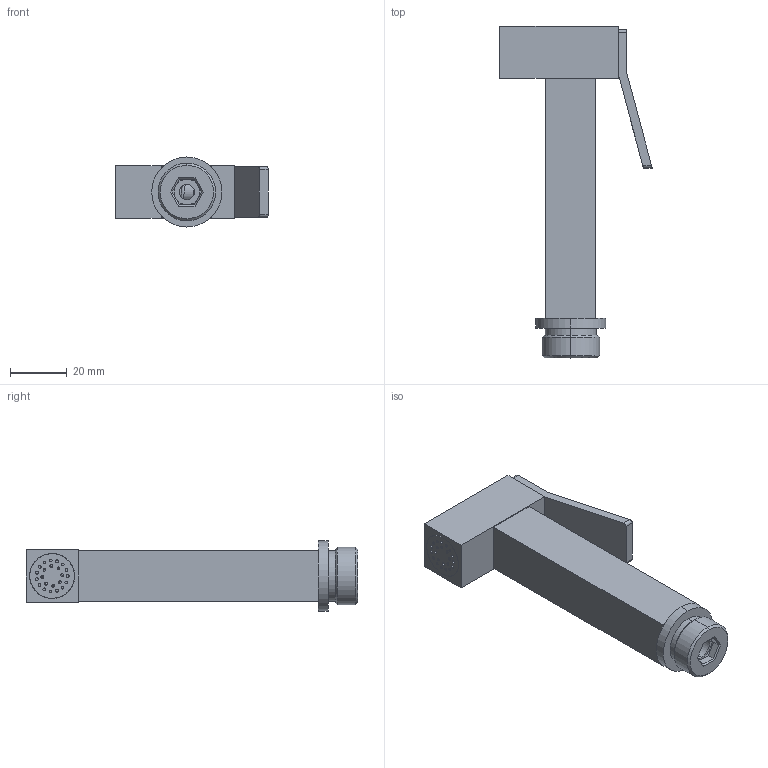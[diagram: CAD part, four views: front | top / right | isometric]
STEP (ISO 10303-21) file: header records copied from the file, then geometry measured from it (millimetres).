
FILE_DESCRIPTION (( 'STEP AP203' ), '1' );
FILE_NAME ('99-300151.STEP', '2025-07-03T10:08:19', ( '' ), ( '' ), 'SwSTEP 2.0', 'SolidWorks 2021', '' );
FILE_SCHEMA (( 'CONFIG_CONTROL_DESIGN' ));
Length unit declared in the file: millimetre
Products named in the file (13): 99-300151; FX0331_Predeterminado; Part2_Predeterminado; Part4_Predeterminado; VA0169_Predeterminado; Part5_Predeterminado; SE0167_Predeterminado; VA0168_Predeterminado; Part3_Predeterminado; SE0168_Predeterminado; part1_Predeterminado; SW0112_Predeterminado; Part6_Predeterminado
Assembly tree (12 placements, depth 2):
  99-300151
    part1_Predeterminado
    Part2_Predeterminado
    Part3_Predeterminado
    Part4_Predeterminado
    Part5_Predeterminado
    Part6_Predeterminado
    SE0167_Predeterminado
    VA0168_Predeterminado
    VA0169_Predeterminado
    FX0331_Predeterminado
    SW0112_Predeterminado
    SE0168_Predeterminado
Bounding box: 53.95 x 117.5 x 24.8 mm (x, y, z)
Volume: 27033.3 mm3; surface area: 33326 mm2
Topology: 12 solids, 12 shells, 251 faces, 612 edges, 393 vertices
Faces by surface type: cylinder 131, plane 83, cone 27, torus 8, bspline 2
Entity records: 12565 total; most frequent: CARTESIAN_POINT 5011, DIRECTION 1354, ORIENTED_EDGE 1220, EDGE_CURVE 610, AXIS2_PLACEMENT_3D 536, VERTEX_POINT 393, EDGE_LOOP 337, LINE 282
